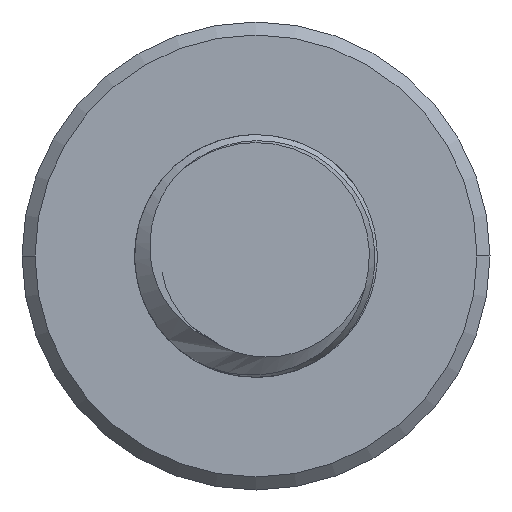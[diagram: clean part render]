
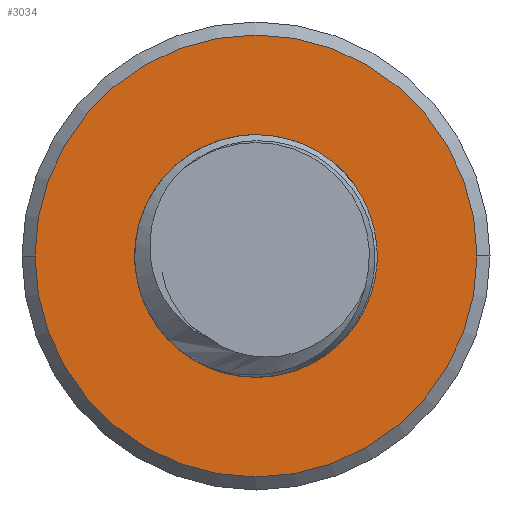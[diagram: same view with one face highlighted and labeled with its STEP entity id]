
A CAD part, front view. The second image highlights one B-rep face of the part: STEP entity #3034.
In plain terms, the highlighted planar face has unit normal (0, -1, 0).
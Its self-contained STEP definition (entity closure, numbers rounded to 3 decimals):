
#12 = EDGE_CURVE ( 'NONE', #4999, #5331, #1637, .T. ) ;
#49 = CARTESIAN_POINT ( 'NONE',  ( 0.2, 0., 0. ) ) ;
#148 = CARTESIAN_POINT ( 'NONE',  ( 1.687, 0., -0.506 ) ) ;
#164 = CARTESIAN_POINT ( 'NONE',  ( 2.313, 0., -1.033 ) ) ;
#172 = EDGE_CURVE ( 'NONE', #543, #3797, #472, .T. ) ;
#223 = FACE_OUTER_BOUND ( 'NONE', #2651, .T. ) ;
#272 = CARTESIAN_POINT ( 'NONE',  ( 2.2, 0., -0.953 ) ) ;
#298 = CARTESIAN_POINT ( 'NONE',  ( 2.437, 0., -1.091 ) ) ;
#318 = CARTESIAN_POINT ( 'NONE',  ( 2.703, 0., -1.162 ) ) ;
#340 = CARTESIAN_POINT ( 'NONE',  ( 2.84, 0., -1.174 ) ) ;
#361 = CARTESIAN_POINT ( 'NONE',  ( 3.114, 0., -1.148 ) ) ;
#384 = CARTESIAN_POINT ( 'NONE',  ( 3.247, 0., -1.111 ) ) ;
#472 = CIRCLE ( 'NONE', #4161, 2.55 ) ;
#540 = B_SPLINE_CURVE_WITH_KNOTS ( 'NONE', 3,
 ( #3239, #570, #1016, #4111, #1486, #4530, #1944, #4961, #2384, #5384, #2830, #148, #3256, #591, #3693, #1035 ),
 .UNSPECIFIED., .F., .F.,
 ( 4, 2, 2, 2, 2, 2, 2, 4 ),
 ( 0., 0., 0.001, 0.002, 0.002, 0.002, 0.003, 0.003 ),
 .UNSPECIFIED. ) ;
#543 = VERTEX_POINT ( 'NONE', #3169 ) ;
#570 = CARTESIAN_POINT ( 'NONE',  ( 2.613, 0., 1.388 ) ) ;
#586 = CARTESIAN_POINT ( 'NONE',  ( 3.495, 0., -0.992 ) ) ;
#591 = CARTESIAN_POINT ( 'NONE',  ( 1.959, 0., -0.815 ) ) ;
#605 = CARTESIAN_POINT ( 'NONE',  ( 3.608, 0., -0.913 ) ) ;
#623 = CARTESIAN_POINT ( 'NONE',  ( 3.903, 0., -0.626 ) ) ;
#643 = CARTESIAN_POINT ( 'NONE',  ( 4.035, 0., -0.372 ) ) ;
#659 = CARTESIAN_POINT ( 'NONE',  ( 4.1, 0., 0.035 ) ) ;
#680 = CARTESIAN_POINT ( 'NONE',  ( 4.099, 0., 0.172 ) ) ;
#875 = PLANE ( 'NONE',  #1221 ) ;
#1016 = CARTESIAN_POINT ( 'NONE',  ( 2.48, 0., 1.357 ) ) ;
#1035 = CARTESIAN_POINT ( 'NONE',  ( 2.2, 0., -0.953 ) ) ;
#1101 = ORIENTED_EDGE ( 'NONE', *, *, #172, .F. ) ;
#1221 = AXIS2_PLACEMENT_3D ( 'NONE', #3093, #4391, #1802 ) ;
#1235 = CARTESIAN_POINT ( 'NONE',  ( 2.75, 0., 1.4 ) ) ;
#1486 = CARTESIAN_POINT ( 'NONE',  ( 2.106, 0., 1.186 ) ) ;
#1637 = B_SPLINE_CURVE_WITH_KNOTS ( 'NONE', 3,
 ( #272, #164, #298, #318, #340, #361, #384, #586, #605, #623, #643, #659, #680, #3727, #4549, #3618 ),
 .UNSPECIFIED., .F., .F.,
 ( 4, 2, 2, 2, 2, 2, 2, 4 ),
 ( 0., 0., 0.001, 0.001, 0.002, 0.002, 0.003, 0.003 ),
 .UNSPECIFIED. ) ;
#1778 = VERTEX_POINT ( 'NONE', #1235 ) ;
#1802 = DIRECTION ( 'NONE',  ( -1., 0., 0. ) ) ;
#1944 = CARTESIAN_POINT ( 'NONE',  ( 1.631, 0., 0.685 ) ) ;
#2060 = EDGE_CURVE ( 'NONE', #5331, #1778, #4949, .T. ) ;
#2111 = DIRECTION ( 'NONE',  ( 0., 1., 0. ) ) ;
#2307 = CARTESIAN_POINT ( 'NONE',  ( 2.75, 0., 0. ) ) ;
#2384 = CARTESIAN_POINT ( 'NONE',  ( 1.519, 0., 0.15 ) ) ;
#2593 = EDGE_LOOP ( 'NONE', ( #3550, #4821, #5022 ) ) ;
#2651 = EDGE_LOOP ( 'NONE', ( #4173, #1101 ) ) ;
#2749 = DIRECTION ( 'NONE',  ( 0., 0., 1. ) ) ;
#2830 = CARTESIAN_POINT ( 'NONE',  ( 1.574, 0., -0.258 ) ) ;
#2855 = EDGE_CURVE ( 'NONE', #3797, #543, #5176, .T. ) ;
#3034 = ADVANCED_FACE ( 'NONE', ( #3759, #223 ), #875, .F. ) ;
#3064 = CARTESIAN_POINT ( 'NONE',  ( 2.2, 0., -0.953 ) ) ;
#3093 = CARTESIAN_POINT ( 'NONE',  ( 0., 0., 0. ) ) ;
#3169 = CARTESIAN_POINT ( 'NONE',  ( 5.3, 0., 0. ) ) ;
#3239 = CARTESIAN_POINT ( 'NONE',  ( 2.75, 0., 1.4 ) ) ;
#3256 = CARTESIAN_POINT ( 'NONE',  ( 1.767, 0., -0.621 ) ) ;
#3550 = ORIENTED_EDGE ( 'NONE', *, *, #2060, .F. ) ;
#3618 = CARTESIAN_POINT ( 'NONE',  ( 3.962, 0., 0.7 ) ) ;
#3693 = CARTESIAN_POINT ( 'NONE',  ( 2.074, 0., -0.895 ) ) ;
#3727 = CARTESIAN_POINT ( 'NONE',  ( 4.06, 0., 0.444 ) ) ;
#3759 = FACE_BOUND ( 'NONE', #2593, .T. ) ;
#3797 = VERTEX_POINT ( 'NONE', #49 ) ;
#3876 = EDGE_CURVE ( 'NONE', #1778, #4999, #540, .T. ) ;
#4111 = CARTESIAN_POINT ( 'NONE',  ( 2.224, 0., 1.255 ) ) ;
#4161 = AXIS2_PLACEMENT_3D ( 'NONE', #5054, #5073, #5096 ) ;
#4162 = AXIS2_PLACEMENT_3D ( 'NONE', #4691, #2111, #5122 ) ;
#4173 = ORIENTED_EDGE ( 'NONE', *, *, #2855, .F. ) ;
#4391 = DIRECTION ( 'NONE',  ( 0., 1., 0. ) ) ;
#4508 = CARTESIAN_POINT ( 'NONE',  ( 3.962, 0., 0.7 ) ) ;
#4530 = CARTESIAN_POINT ( 'NONE',  ( 1.786, 0., 0.928 ) ) ;
#4549 = CARTESIAN_POINT ( 'NONE',  ( 4.021, 0., 0.575 ) ) ;
#4691 = CARTESIAN_POINT ( 'NONE',  ( 2.75, 0., 0. ) ) ;
#4821 = ORIENTED_EDGE ( 'NONE', *, *, #12, .F. ) ;
#4841 = AXIS2_PLACEMENT_3D ( 'NONE', #2307, #5309, #2749 ) ;
#4949 = CIRCLE ( 'NONE', #4841, 1.4 ) ;
#4961 = CARTESIAN_POINT ( 'NONE',  ( 1.531, 0., 0.289 ) ) ;
#4999 = VERTEX_POINT ( 'NONE', #3064 ) ;
#5022 = ORIENTED_EDGE ( 'NONE', *, *, #3876, .F. ) ;
#5054 = CARTESIAN_POINT ( 'NONE',  ( 2.75, 0., 0. ) ) ;
#5073 = DIRECTION ( 'NONE',  ( 0., 1., 0. ) ) ;
#5096 = DIRECTION ( 'NONE',  ( -1., 0., 0. ) ) ;
#5122 = DIRECTION ( 'NONE',  ( -1., 0., 0. ) ) ;
#5176 = CIRCLE ( 'NONE', #4162, 2.55 ) ;
#5309 = DIRECTION ( 'NONE',  ( 0., -1., 0. ) ) ;
#5331 = VERTEX_POINT ( 'NONE', #4508 ) ;
#5384 = CARTESIAN_POINT ( 'NONE',  ( 1.539, 0., -0.122 ) ) ;
